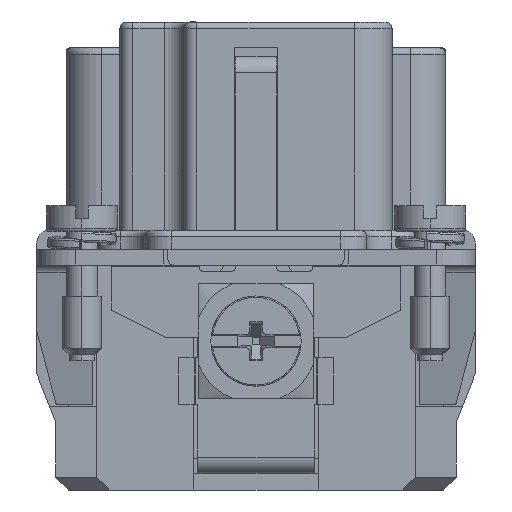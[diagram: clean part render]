
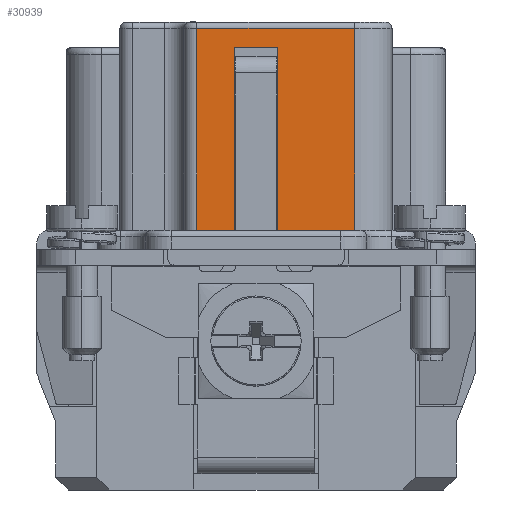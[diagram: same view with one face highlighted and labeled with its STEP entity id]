
A CAD part, left-side view. The second image highlights one B-rep face of the part: STEP entity #30939.
In plain terms, the highlighted planar face has unit normal (-1, 0, 0).
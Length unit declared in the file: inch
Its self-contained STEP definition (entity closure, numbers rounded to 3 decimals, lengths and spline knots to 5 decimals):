
#604 = ORIENTED_EDGE ( 'NONE', *, *, #4367, .T. ) ;
#1957 = LINE ( 'NONE', #23652, #52736 ) ;
#2410 = LINE ( 'NONE', #40244, #42130 ) ;
#2941 = VERTEX_POINT ( 'NONE', #44456 ) ;
#2950 = CARTESIAN_POINT ( 'NONE',  ( -5.2796, 0.22983, 1.54419 ) ) ;
#3586 = LINE ( 'NONE', #4643, #36396 ) ;
#4367 = EDGE_CURVE ( 'NONE', #44005, #53396, #3586, .T. ) ;
#4380 = DIRECTION ( 'NONE',  ( 0., -1., 0. ) ) ;
#4643 = CARTESIAN_POINT ( 'NONE',  ( -5.2796, 0.72176, 2.1136 ) ) ;
#7874 = DIRECTION ( 'NONE',  ( 0., 0., 1. ) ) ;
#7885 = CARTESIAN_POINT ( 'NONE',  ( -5.2796, 0.46408, 2.1136 ) ) ;
#7979 = EDGE_LOOP ( 'NONE', ( #11966, #20259, #18826, #26899, #604, #26811, #40936, #27796 ) ) ;
#8406 = CARTESIAN_POINT ( 'NONE',  ( -5.2796, 0.59794, 2.1257 ) ) ;
#10240 = CARTESIAN_POINT ( 'NONE',  ( -5.2796, 0.71211, 2.17266 ) ) ;
#10626 = VERTEX_POINT ( 'NONE', #45049 ) ;
#11077 = EDGE_CURVE ( 'NONE', #24525, #10626, #20051, .T. ) ;
#11966 = ORIENTED_EDGE ( 'NONE', *, *, #22468, .T. ) ;
#13969 = EDGE_CURVE ( 'NONE', #53396, #53216, #1957, .T. ) ;
#14668 = FACE_OUTER_BOUND ( 'NONE', #7979, .T. ) ;
#16112 = LINE ( 'NONE', #8406, #22587 ) ;
#16954 = EDGE_CURVE ( 'NONE', #30090, #53216, #2410, .T. ) ;
#18826 = ORIENTED_EDGE ( 'NONE', *, *, #45607, .F. ) ;
#19045 = VERTEX_POINT ( 'NONE', #39425 ) ;
#19057 = PLANE ( 'NONE',  #26453 ) ;
#20051 = LINE ( 'NONE', #32651, #27556 ) ;
#20259 = ORIENTED_EDGE ( 'NONE', *, *, #11077, .T. ) ;
#22169 = DIRECTION ( 'NONE',  ( 0., 1., 0. ) ) ;
#22468 = EDGE_CURVE ( 'NONE', #19045, #24525, #39159, .T. ) ;
#22587 = VECTOR ( 'NONE', #7874, 39.37008 ) ;
#22706 = VECTOR ( 'NONE', #22169, 39.37008 ) ;
#23652 = CARTESIAN_POINT ( 'NONE',  ( -5.2796, 0.46408, 2.1257 ) ) ;
#23921 = EDGE_CURVE ( 'NONE', #2941, #44005, #16112, .T. ) ;
#24525 = VERTEX_POINT ( 'NONE', #10240 ) ;
#25750 = CARTESIAN_POINT ( 'NONE',  ( -5.2796, 0.72176, 2.17266 ) ) ;
#26453 = AXIS2_PLACEMENT_3D ( 'NONE', #39615, #44548, #39903 ) ;
#26811 = ORIENTED_EDGE ( 'NONE', *, *, #13969, .T. ) ;
#26899 = ORIENTED_EDGE ( 'NONE', *, *, #23921, .T. ) ;
#26901 = CARTESIAN_POINT ( 'NONE',  ( -5.2796, 0.22983, 1.55651 ) ) ;
#27556 = VECTOR ( 'NONE', #37040, 39.37008 ) ;
#27796 = ORIENTED_EDGE ( 'NONE', *, *, #44309, .T. ) ;
#30090 = VERTEX_POINT ( 'NONE', #26901 ) ;
#30939 = ADVANCED_FACE ( 'NONE', ( #14668 ), #19057, .T. ) ;
#31475 = DIRECTION ( 'NONE',  ( 0., 1., 0. ) ) ;
#32651 = CARTESIAN_POINT ( 'NONE',  ( -5.2796, 0.71211, 1.54419 ) ) ;
#36396 = VECTOR ( 'NONE', #4380, 39.37008 ) ;
#37040 = DIRECTION ( 'NONE',  ( 0., 0., -1. ) ) ;
#39159 = LINE ( 'NONE', #25750, #22706 ) ;
#39425 = CARTESIAN_POINT ( 'NONE',  ( -5.2796, 0.22983, 2.17266 ) ) ;
#39615 = CARTESIAN_POINT ( 'NONE',  ( -5.2796, 0.72176, 1.54419 ) ) ;
#39809 = DIRECTION ( 'NONE',  ( 0., 0., -1. ) ) ;
#39903 = DIRECTION ( 'NONE',  ( 0., 0., 1. ) ) ;
#40244 = CARTESIAN_POINT ( 'NONE',  ( -5.2796, -0.12411, 1.55651 ) ) ;
#40936 = ORIENTED_EDGE ( 'NONE', *, *, #16954, .F. ) ;
#42130 = VECTOR ( 'NONE', #31475, 39.37008 ) ;
#43367 = VECTOR ( 'NONE', #45962, 39.37008 ) ;
#44005 = VERTEX_POINT ( 'NONE', #46824 ) ;
#44309 = EDGE_CURVE ( 'NONE', #30090, #19045, #45421, .T. ) ;
#44456 = CARTESIAN_POINT ( 'NONE',  ( -5.2796, 0.59794, 1.55651 ) ) ;
#44548 = DIRECTION ( 'NONE',  ( -1., 0., 0. ) ) ;
#45049 = CARTESIAN_POINT ( 'NONE',  ( -5.2796, 0.71211, 1.55651 ) ) ;
#45421 = LINE ( 'NONE', #2950, #51300 ) ;
#45607 = EDGE_CURVE ( 'NONE', #2941, #10626, #53376, .T. ) ;
#45962 = DIRECTION ( 'NONE',  ( 0., 1., 0. ) ) ;
#46824 = CARTESIAN_POINT ( 'NONE',  ( -5.2796, 0.59794, 2.1136 ) ) ;
#47387 = CARTESIAN_POINT ( 'NONE',  ( -5.2796, 0.46408, 1.55651 ) ) ;
#50077 = CARTESIAN_POINT ( 'NONE',  ( -5.2796, -0.12411, 1.55651 ) ) ;
#50806 = DIRECTION ( 'NONE',  ( 0., 0., 1. ) ) ;
#51300 = VECTOR ( 'NONE', #50806, 39.37008 ) ;
#52736 = VECTOR ( 'NONE', #39809, 39.37008 ) ;
#53216 = VERTEX_POINT ( 'NONE', #47387 ) ;
#53376 = LINE ( 'NONE', #50077, #43367 ) ;
#53396 = VERTEX_POINT ( 'NONE', #7885 ) ;
